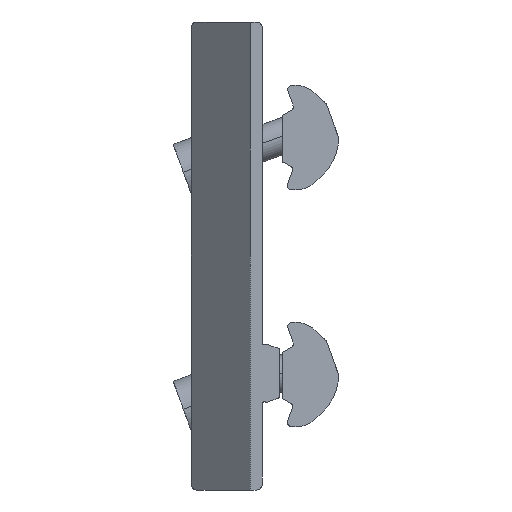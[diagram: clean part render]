
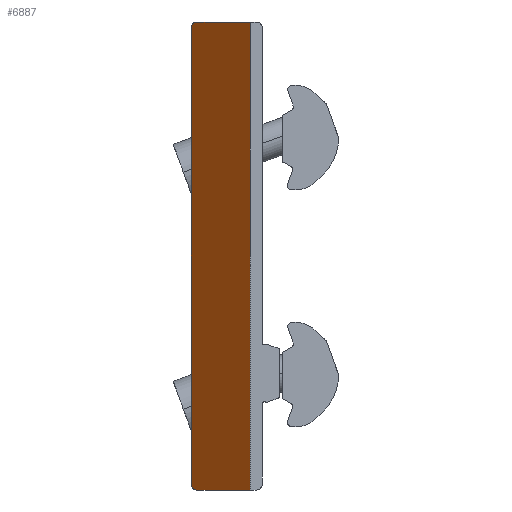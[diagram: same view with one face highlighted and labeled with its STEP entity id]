
A CAD part, left-side view. The second image highlights one B-rep face of the part: STEP entity #6887.
In plain terms, the highlighted planar face has unit normal (-0.707, 0.707, 0).
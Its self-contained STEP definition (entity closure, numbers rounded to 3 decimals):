
#39 = CARTESIAN_POINT ( 'NONE',  ( -52.5, 12., -38.5 ) ) ;
#245 = CARTESIAN_POINT ( 'NONE',  ( 4.5, 69., 39.5 ) ) ;
#386 = VERTEX_POINT ( 'NONE', #9539 ) ;
#554 = CARTESIAN_POINT ( 'NONE',  ( -62.5, 2., 39.5 ) ) ;
#1254 = EDGE_CURVE ( 'NONE', #18330, #14032, #13227, .T. ) ;
#1317 = ORIENTED_EDGE ( 'NONE', *, *, #10436, .F. ) ;
#1449 = DIRECTION ( 'NONE',  ( 0.707, -0.707, 0. ) ) ;
#1586 = ORIENTED_EDGE ( 'NONE', *, *, #16533, .F. ) ;
#1618 = VECTOR ( 'NONE', #6440, 1000. ) ;
#2116 =( BOUNDED_CURVE ( )  B_SPLINE_CURVE ( 3, ( #12936, #15783, #2877, #39 ),
 .UNSPECIFIED., .F., .F. ) 
 B_SPLINE_CURVE_WITH_KNOTS ( ( 4, 4 ),
 ( 1.571, 3.142 ),
 .UNSPECIFIED. ) 
 CURVE ( )  GEOMETRIC_REPRESENTATION_ITEM ( )  RATIONAL_B_SPLINE_CURVE ( ( 1., 0.805, 0.805, 1. ) ) 
 REPRESENTATION_ITEM ( '' )  );
#2709 = ORIENTED_EDGE ( 'NONE', *, *, #6442, .F. ) ;
#2729 = EDGE_LOOP ( 'NONE', ( #1586, #2709, #15602, #1317, #5404, #3544 ) ) ;
#2877 = CARTESIAN_POINT ( 'NONE',  ( -52.5, 12., -39.086 ) ) ;
#3164 = LINE ( 'NONE', #8906, #1618 ) ;
#3544 = ORIENTED_EDGE ( 'NONE', *, *, #1254, .F. ) ;
#3612 = CARTESIAN_POINT ( 'NONE',  ( -52.5, 12., 39.086 ) ) ;
#3883 = CARTESIAN_POINT ( 'NONE',  ( -52.914, 11.586, 39.5 ) ) ;
#4686 = DIRECTION ( 'NONE',  ( -0.707, -0.707, 0. ) ) ;
#5121 = CARTESIAN_POINT ( 'NONE',  ( -52.5, 12., 38.5 ) ) ;
#5171 = DIRECTION ( 'NONE',  ( 0.707, 0.707, 0. ) ) ;
#5212 = PLANE ( 'NONE',  #8074 ) ;
#5287 = EDGE_CURVE ( 'NONE', #12919, #386, #2116, .T. ) ;
#5404 = ORIENTED_EDGE ( 'NONE', *, *, #9793, .F. ) ;
#5575 = VERTEX_POINT ( 'NONE', #5121 ) ;
#6440 = DIRECTION ( 'NONE',  ( 0., 0., -1. ) ) ;
#6442 = EDGE_CURVE ( 'NONE', #386, #5575, #9668, .T. ) ;
#6525 = CARTESIAN_POINT ( 'NONE',  ( -52.5, 12., 38.5 ) ) ;
#6783 = DIRECTION ( 'NONE',  ( 0., 0., 1. ) ) ;
#6887 = ADVANCED_FACE ( 'NONE', ( #11810 ), #5212, .F. ) ;
#6985 = VERTEX_POINT ( 'NONE', #10350 ) ;
#7191 = DIRECTION ( 'NONE',  ( 0., 0., -1. ) ) ;
#8074 = AXIS2_PLACEMENT_3D ( 'NONE', #14138, #1449, #7191 ) ;
#8179 =( BOUNDED_CURVE ( )  B_SPLINE_CURVE ( 3, ( #6525, #3612, #3883, #12145 ),
 .UNSPECIFIED., .F., .F. ) 
 B_SPLINE_CURVE_WITH_KNOTS ( ( 4, 4 ),
 ( 3.142, 4.712 ),
 .UNSPECIFIED. ) 
 CURVE ( )  GEOMETRIC_REPRESENTATION_ITEM ( )  RATIONAL_B_SPLINE_CURVE ( ( 1., 0.805, 0.805, 1. ) ) 
 REPRESENTATION_ITEM ( '' )  );
#8906 = CARTESIAN_POINT ( 'NONE',  ( -62.5, 2., 38.5 ) ) ;
#9539 = CARTESIAN_POINT ( 'NONE',  ( -52.5, 12., -38.5 ) ) ;
#9570 = LINE ( 'NONE', #16843, #12464 ) ;
#9668 = LINE ( 'NONE', #12600, #15307 ) ;
#9793 = EDGE_CURVE ( 'NONE', #14032, #6985, #3164, .T. ) ;
#10350 = CARTESIAN_POINT ( 'NONE',  ( -62.5, 2., -39.5 ) ) ;
#10436 = EDGE_CURVE ( 'NONE', #6985, #12919, #9570, .T. ) ;
#11810 = FACE_OUTER_BOUND ( 'NONE', #2729, .T. ) ;
#11949 = VECTOR ( 'NONE', #4686, 1000. ) ;
#12145 = CARTESIAN_POINT ( 'NONE',  ( -53.5, 11., 39.5 ) ) ;
#12464 = VECTOR ( 'NONE', #5171, 1000. ) ;
#12600 = CARTESIAN_POINT ( 'NONE',  ( -52.5, 12., -38.5 ) ) ;
#12919 = VERTEX_POINT ( 'NONE', #14124 ) ;
#12936 = CARTESIAN_POINT ( 'NONE',  ( -53.5, 11., -39.5 ) ) ;
#13227 = LINE ( 'NONE', #245, #11949 ) ;
#14032 = VERTEX_POINT ( 'NONE', #554 ) ;
#14124 = CARTESIAN_POINT ( 'NONE',  ( -53.5, 11., -39.5 ) ) ;
#14138 = CARTESIAN_POINT ( 'NONE',  ( -62.5, 2., 38.5 ) ) ;
#15307 = VECTOR ( 'NONE', #6783, 1000. ) ;
#15602 = ORIENTED_EDGE ( 'NONE', *, *, #5287, .F. ) ;
#15783 = CARTESIAN_POINT ( 'NONE',  ( -52.914, 11.586, -39.5 ) ) ;
#16397 = CARTESIAN_POINT ( 'NONE',  ( -53.5, 11., 39.5 ) ) ;
#16533 = EDGE_CURVE ( 'NONE', #5575, #18330, #8179, .T. ) ;
#16843 = CARTESIAN_POINT ( 'NONE',  ( 4.5, 69., -39.5 ) ) ;
#18330 = VERTEX_POINT ( 'NONE', #16397 ) ;
